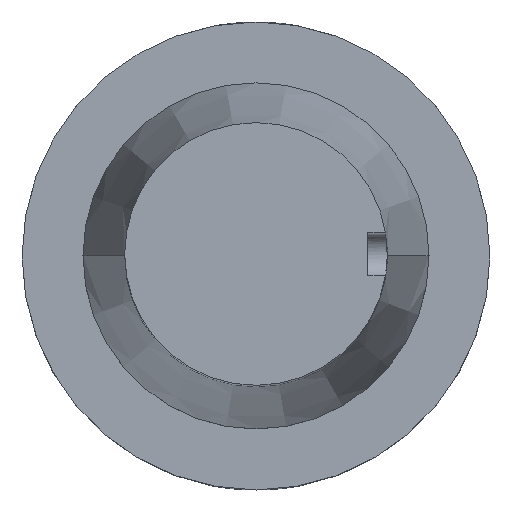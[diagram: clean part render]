
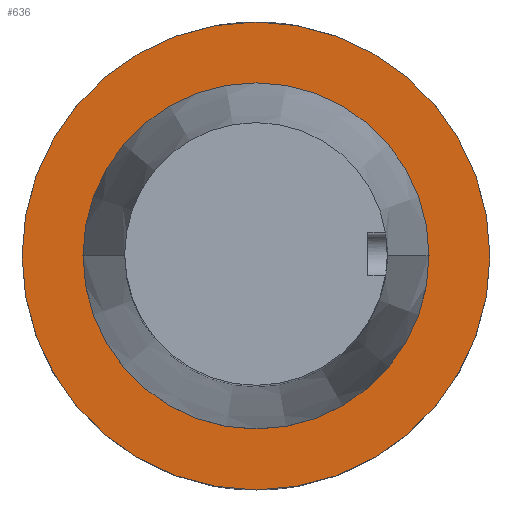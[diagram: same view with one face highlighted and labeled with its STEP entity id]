
A CAD part, top view. The second image highlights one B-rep face of the part: STEP entity #636.
In plain terms, the highlighted planar face has unit normal (0, 0, 1).
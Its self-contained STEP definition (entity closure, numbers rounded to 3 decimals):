
#21 = DIRECTION ( 'NONE',  ( 0., 0., -1. ) ) ;
#33 = FACE_OUTER_BOUND ( 'NONE', #1060, .T. ) ;
#39 = EDGE_CURVE ( 'NONE', #753, #684, #510, .T. ) ;
#55 = EDGE_LOOP ( 'NONE', ( #855, #649 ) ) ;
#66 = FACE_BOUND ( 'NONE', #55, .T. ) ;
#120 = AXIS2_PLACEMENT_3D ( 'NONE', #621, #628, #1405 ) ;
#239 = DIRECTION ( 'NONE',  ( -1., 0., 0. ) ) ;
#257 = AXIS2_PLACEMENT_3D ( 'NONE', #1417, #990, #1091 ) ;
#285 = EDGE_CURVE ( 'NONE', #1147, #832, #937, .T. ) ;
#340 = CARTESIAN_POINT ( 'NONE',  ( 0., 0., -103. ) ) ;
#363 = ORIENTED_EDGE ( 'NONE', *, *, #285, .T. ) ;
#412 = AXIS2_PLACEMENT_3D ( 'NONE', #1334, #992, #1341 ) ;
#434 = CARTESIAN_POINT ( 'NONE',  ( 15.875, 0., -103. ) ) ;
#510 = CIRCLE ( 'NONE', #120, 15.875 ) ;
#621 = CARTESIAN_POINT ( 'NONE',  ( 0., 0., -103. ) ) ;
#628 = DIRECTION ( 'NONE',  ( 0., 0., 1. ) ) ;
#636 = ADVANCED_FACE ( 'NONE', ( #66, #33 ), #1218, .F. ) ;
#649 = ORIENTED_EDGE ( 'NONE', *, *, #39, .F. ) ;
#671 = ORIENTED_EDGE ( 'NONE', *, *, #682, .T. ) ;
#673 = CIRCLE ( 'NONE', #257, 15.875 ) ;
#682 = EDGE_CURVE ( 'NONE', #832, #1147, #991, .T. ) ;
#684 = VERTEX_POINT ( 'NONE', #434 ) ;
#685 = CARTESIAN_POINT ( 'NONE',  ( 21.463, 0., -103. ) ) ;
#753 = VERTEX_POINT ( 'NONE', #910 ) ;
#774 = CARTESIAN_POINT ( 'NONE',  ( 0., 15.875, -103. ) ) ;
#799 = DIRECTION ( 'NONE',  ( 1., 0., 0. ) ) ;
#830 = AXIS2_PLACEMENT_3D ( 'NONE', #774, #21, #239 ) ;
#832 = VERTEX_POINT ( 'NONE', #685 ) ;
#855 = ORIENTED_EDGE ( 'NONE', *, *, #1134, .F. ) ;
#862 = CARTESIAN_POINT ( 'NONE',  ( -21.463, 0., -103. ) ) ;
#910 = CARTESIAN_POINT ( 'NONE',  ( -15.875, 0., -103. ) ) ;
#937 = CIRCLE ( 'NONE', #1376, 21.463 ) ;
#990 = DIRECTION ( 'NONE',  ( 0., 0., 1. ) ) ;
#991 = CIRCLE ( 'NONE', #412, 21.463 ) ;
#992 = DIRECTION ( 'NONE',  ( 0., 0., 1. ) ) ;
#1060 = EDGE_LOOP ( 'NONE', ( #671, #363 ) ) ;
#1091 = DIRECTION ( 'NONE',  ( 1., 0., 0. ) ) ;
#1109 = DIRECTION ( 'NONE',  ( 0., 0., 1. ) ) ;
#1134 = EDGE_CURVE ( 'NONE', #684, #753, #673, .T. ) ;
#1147 = VERTEX_POINT ( 'NONE', #862 ) ;
#1218 = PLANE ( 'NONE',  #830 ) ;
#1334 = CARTESIAN_POINT ( 'NONE',  ( 0., 0., -103. ) ) ;
#1341 = DIRECTION ( 'NONE',  ( 1., 0., 0. ) ) ;
#1376 = AXIS2_PLACEMENT_3D ( 'NONE', #340, #1109, #799 ) ;
#1405 = DIRECTION ( 'NONE',  ( 1., 0., 0. ) ) ;
#1417 = CARTESIAN_POINT ( 'NONE',  ( 0., 0., -103. ) ) ;
